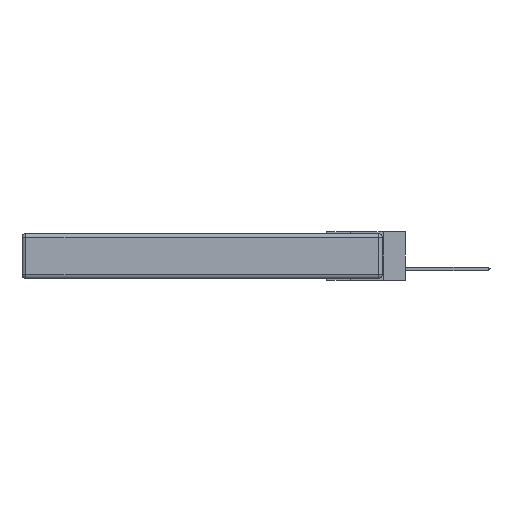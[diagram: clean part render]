
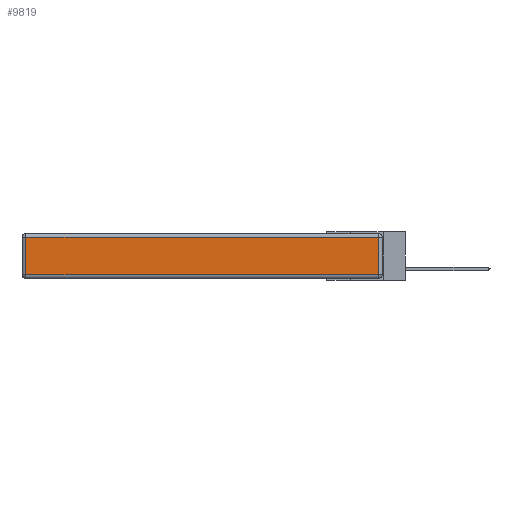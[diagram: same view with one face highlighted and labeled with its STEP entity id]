
A CAD part, left-side view. The second image highlights one B-rep face of the part: STEP entity #9819.
In plain terms, the highlighted planar face has unit normal (-1, 0, 0).
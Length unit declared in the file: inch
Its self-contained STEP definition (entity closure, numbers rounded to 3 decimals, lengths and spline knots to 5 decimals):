
#2089 = CARTESIAN_POINT ( 'NONE',  ( 0., 2.72, -0.313 ) ) ;
#3124 = EDGE_CURVE ( 'NONE', #5148, #11273, #8831, .T. ) ;
#3655 = VECTOR ( 'NONE', #14989, 39.37008 ) ;
#4437 = PLANE ( 'NONE',  #6353 ) ;
#5148 = VERTEX_POINT ( 'NONE', #17294 ) ;
#5821 = CARTESIAN_POINT ( 'NONE',  ( 0., 0., -0.313 ) ) ;
#5873 = VECTOR ( 'NONE', #7350, 39.37008 ) ;
#6006 = EDGE_CURVE ( 'NONE', #14061, #5148, #16782, .T. ) ;
#6040 = DIRECTION ( 'NONE',  ( -1., 0., 0. ) ) ;
#6353 = AXIS2_PLACEMENT_3D ( 'NONE', #10227, #6040, #17710 ) ;
#6734 = ORIENTED_EDGE ( 'NONE', *, *, #6006, .T. ) ;
#7277 = DIRECTION ( 'NONE',  ( 0., -1., 0. ) ) ;
#7350 = DIRECTION ( 'NONE',  ( 0., 0., 1. ) ) ;
#7558 = LINE ( 'NONE', #11612, #8709 ) ;
#8709 = VECTOR ( 'NONE', #11739, 39.37008 ) ;
#8831 = LINE ( 'NONE', #12512, #5873 ) ;
#9042 = ORIENTED_EDGE ( 'NONE', *, *, #11314, .T. ) ;
#9048 = CARTESIAN_POINT ( 'NONE',  ( 0., 2.72, -0.343 ) ) ;
#9632 = VERTEX_POINT ( 'NONE', #18570 ) ;
#9705 = ORIENTED_EDGE ( 'NONE', *, *, #15011, .T. ) ;
#9819 = ADVANCED_FACE ( 'NONE', ( #12773 ), #4437, .T. ) ;
#10227 = CARTESIAN_POINT ( 'NONE',  ( 0., 0., -0.343 ) ) ;
#10239 = EDGE_LOOP ( 'NONE', ( #6734, #18365, #9705, #9042 ) ) ;
#11273 = VERTEX_POINT ( 'NONE', #17729 ) ;
#11314 = EDGE_CURVE ( 'NONE', #9632, #14061, #14522, .T. ) ;
#11612 = CARTESIAN_POINT ( 'NONE',  ( 0., 2.75, -0.03 ) ) ;
#11739 = DIRECTION ( 'NONE',  ( 0., 1., 0. ) ) ;
#12512 = CARTESIAN_POINT ( 'NONE',  ( 0., 0.03, -0.343 ) ) ;
#12773 = FACE_OUTER_BOUND ( 'NONE', #10239, .T. ) ;
#14061 = VERTEX_POINT ( 'NONE', #2089 ) ;
#14522 = LINE ( 'NONE', #9048, #3655 ) ;
#14989 = DIRECTION ( 'NONE',  ( 0., 0., -1. ) ) ;
#15011 = EDGE_CURVE ( 'NONE', #11273, #9632, #7558, .T. ) ;
#16782 = LINE ( 'NONE', #5821, #18326 ) ;
#17294 = CARTESIAN_POINT ( 'NONE',  ( 0., 0.03, -0.313 ) ) ;
#17710 = DIRECTION ( 'NONE',  ( 0., 0., 1. ) ) ;
#17729 = CARTESIAN_POINT ( 'NONE',  ( 0., 0.03, -0.03 ) ) ;
#18326 = VECTOR ( 'NONE', #7277, 39.37008 ) ;
#18365 = ORIENTED_EDGE ( 'NONE', *, *, #3124, .T. ) ;
#18570 = CARTESIAN_POINT ( 'NONE',  ( 0., 2.72, -0.03 ) ) ;
